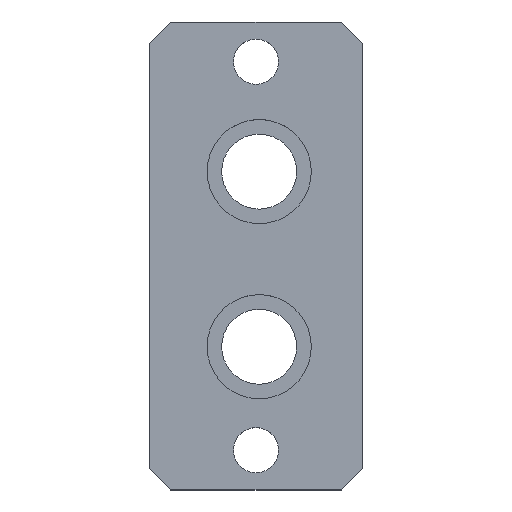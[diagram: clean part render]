
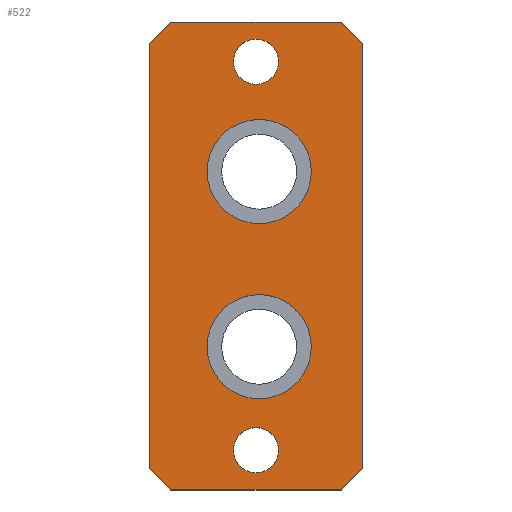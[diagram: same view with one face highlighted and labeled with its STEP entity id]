
A CAD part, top view. The second image highlights one B-rep face of the part: STEP entity #522.
In plain terms, the highlighted planar face has unit normal (0, 0, 1).
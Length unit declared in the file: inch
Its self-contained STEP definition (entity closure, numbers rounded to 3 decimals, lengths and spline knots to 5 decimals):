
#24=FACE_BOUND('',#106,.T.);
#25=FACE_BOUND('',#107,.T.);
#26=FACE_BOUND('',#108,.T.);
#27=FACE_BOUND('',#109,.T.);
#40=PLANE('',#587);
#69=FACE_OUTER_BOUND('',#105,.T.);
#105=EDGE_LOOP('',(#460,#461,#462,#463,#464,#465,#466,#467));
#106=EDGE_LOOP('',(#468));
#107=EDGE_LOOP('',(#469));
#108=EDGE_LOOP('',(#470));
#109=EDGE_LOOP('',(#471));
#128=LINE('',#815,#176);
#130=LINE('',#820,#178);
#134=LINE('',#829,#182);
#140=LINE('',#842,#188);
#158=LINE('',#882,#206);
#159=LINE('',#883,#207);
#160=LINE('',#884,#208);
#161=LINE('',#885,#209);
#176=VECTOR('',#668,39.37008);
#178=VECTOR('',#672,39.37008);
#182=VECTOR('',#678,39.37008);
#188=VECTOR('',#686,39.37008);
#206=VECTOR('',#732,39.37008);
#207=VECTOR('',#733,39.37008);
#208=VECTOR('',#734,39.37008);
#209=VECTOR('',#735,39.37008);
#210=CIRCLE('',#542,0.12303);
#213=CIRCLE('',#547,0.12303);
#220=CIRCLE('',#559,0.05325);
#223=CIRCLE('',#564,0.05325);
#232=VERTEX_POINT('',#746);
#235=VERTEX_POINT('',#755);
#242=VERTEX_POINT('',#778);
#245=VERTEX_POINT('',#788);
#256=VERTEX_POINT('',#812);
#257=VERTEX_POINT('',#814);
#258=VERTEX_POINT('',#818);
#259=VERTEX_POINT('',#819);
#262=VERTEX_POINT('',#827);
#263=VERTEX_POINT('',#828);
#268=VERTEX_POINT('',#839);
#269=VERTEX_POINT('',#841);
#278=EDGE_CURVE('',#232,#232,#210,.T.);
#282=EDGE_CURVE('',#235,#235,#213,.T.);
#293=EDGE_CURVE('',#242,#242,#220,.T.);
#298=EDGE_CURVE('',#245,#245,#223,.T.);
#310=EDGE_CURVE('',#257,#256,#128,.T.);
#312=EDGE_CURVE('',#258,#259,#130,.T.);
#316=EDGE_CURVE('',#262,#263,#134,.T.);
#322=EDGE_CURVE('',#269,#268,#140,.T.);
#344=EDGE_CURVE('',#268,#262,#158,.T.);
#345=EDGE_CURVE('',#263,#258,#159,.T.);
#346=EDGE_CURVE('',#259,#257,#160,.T.);
#347=EDGE_CURVE('',#256,#269,#161,.T.);
#460=ORIENTED_EDGE('',*,*,#322,.T.);
#461=ORIENTED_EDGE('',*,*,#344,.T.);
#462=ORIENTED_EDGE('',*,*,#316,.T.);
#463=ORIENTED_EDGE('',*,*,#345,.T.);
#464=ORIENTED_EDGE('',*,*,#312,.T.);
#465=ORIENTED_EDGE('',*,*,#346,.T.);
#466=ORIENTED_EDGE('',*,*,#310,.T.);
#467=ORIENTED_EDGE('',*,*,#347,.T.);
#468=ORIENTED_EDGE('',*,*,#278,.T.);
#469=ORIENTED_EDGE('',*,*,#282,.T.);
#470=ORIENTED_EDGE('',*,*,#293,.F.);
#471=ORIENTED_EDGE('',*,*,#298,.F.);
#522=ADVANCED_FACE('',(#69,#24,#25,#26,#27),#40,.T.);
#542=AXIS2_PLACEMENT_3D('',#747,#596,#597);
#547=AXIS2_PLACEMENT_3D('',#756,#607,#608);
#559=AXIS2_PLACEMENT_3D('',#779,#635,#636);
#564=AXIS2_PLACEMENT_3D('',#789,#647,#648);
#587=AXIS2_PLACEMENT_3D('',#881,#730,#731);
#596=DIRECTION('center_axis',(0.,0.,-1.));
#597=DIRECTION('ref_axis',(-1.,0.,0.));
#607=DIRECTION('center_axis',(0.,0.,-1.));
#608=DIRECTION('ref_axis',(-1.,0.,0.));
#635=DIRECTION('center_axis',(0.,0.,1.));
#636=DIRECTION('ref_axis',(1.,0.,0.));
#647=DIRECTION('center_axis',(0.,0.,1.));
#648=DIRECTION('ref_axis',(1.,0.,0.));
#668=DIRECTION('',(0.,1.,0.));
#672=DIRECTION('',(1.,0.,0.));
#678=DIRECTION('',(0.,-1.,0.));
#686=DIRECTION('',(-1.,0.,0.));
#730=DIRECTION('center_axis',(0.,0.,1.));
#731=DIRECTION('ref_axis',(1.,0.,0.));
#732=DIRECTION('',(-0.707,-0.707,0.));
#733=DIRECTION('',(0.707,-0.707,0.));
#734=DIRECTION('',(0.707,0.707,0.));
#735=DIRECTION('',(-0.707,0.707,0.));
#746=CARTESIAN_POINT('',(-0.44701,1.84804,0.125));
#747=CARTESIAN_POINT('Origin',(-0.57005,1.84804,0.125));
#755=CARTESIAN_POINT('',(-0.44701,1.43449,0.125));
#756=CARTESIAN_POINT('Origin',(-0.57005,1.43449,0.125));
#778=CARTESIAN_POINT('',(-0.5243,1.19002,0.125));
#779=CARTESIAN_POINT('Origin',(-0.57755,1.19002,0.125));
#788=CARTESIAN_POINT('',(-0.5243,2.10752,0.125));
#789=CARTESIAN_POINT('Origin',(-0.57755,2.10752,0.125));
#812=CARTESIAN_POINT('',(-0.3263,2.15127,0.125));
#814=CARTESIAN_POINT('',(-0.3263,1.14627,0.125));
#815=CARTESIAN_POINT('',(-0.3263,1.09627,0.125));
#818=CARTESIAN_POINT('',(-0.7788,1.09627,0.125));
#819=CARTESIAN_POINT('',(-0.3763,1.09627,0.125));
#820=CARTESIAN_POINT('',(-0.8288,1.09627,0.125));
#827=CARTESIAN_POINT('',(-0.8288,2.15127,0.125));
#828=CARTESIAN_POINT('',(-0.8288,1.14627,0.125));
#829=CARTESIAN_POINT('',(-0.8288,2.20127,0.125));
#839=CARTESIAN_POINT('',(-0.7788,2.20127,0.125));
#841=CARTESIAN_POINT('',(-0.3763,2.20127,0.125));
#842=CARTESIAN_POINT('',(-0.3263,2.20127,0.125));
#881=CARTESIAN_POINT('Origin',(0.,0.,0.125));
#882=CARTESIAN_POINT('',(-1.49003,1.49003,0.125));
#883=CARTESIAN_POINT('',(0.15874,0.15874,0.125));
#884=CARTESIAN_POINT('',(-0.73628,0.73628,0.125));
#885=CARTESIAN_POINT('',(0.91249,0.91249,0.125));
